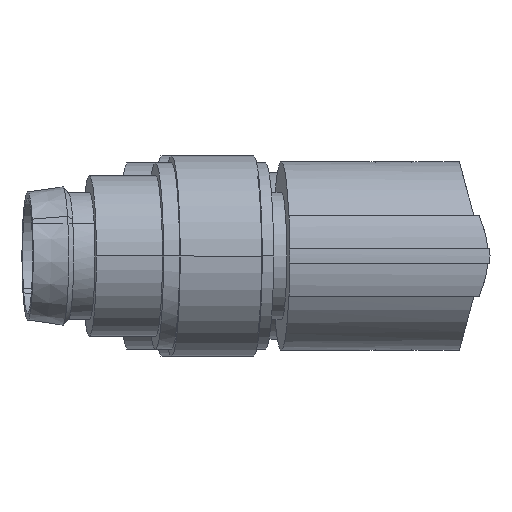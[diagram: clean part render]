
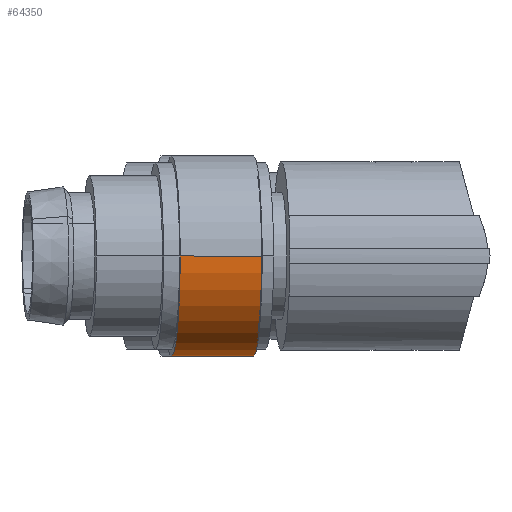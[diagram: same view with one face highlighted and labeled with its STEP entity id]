
A CAD part, left-side view. The second image highlights one B-rep face of the part: STEP entity #64350.
In plain terms, the highlighted cylindrical face has radius 5 mm (diameter 10 mm), a partial arc.
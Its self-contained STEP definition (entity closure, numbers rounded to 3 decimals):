
#63810=CARTESIAN_POINT('',(0.,6.983,
-23.28));
#63820=DIRECTION('',(0.,-0.996,
0.087));
#63830=DIRECTION('',(0.,0.087,
0.996));
#63840=AXIS2_PLACEMENT_3D('',#63810,#63820,#63830);
#63850=CIRCLE('',#63840,5.);
#63860=CARTESIAN_POINT('',(0.,7.419,
-18.299));
#63870=VERTEX_POINT('',#63860);
#63880=CARTESIAN_POINT('',(0.,6.548,
-28.261));
#63890=VERTEX_POINT('',#63880);
#63920=EDGE_CURVE('',#63890,#63870,#63850,.T.);
#64040=CARTESIAN_POINT('',(0.,6.983,
-23.28));
#64050=DIRECTION('',(0.,-0.996,
0.087));
#64060=DIRECTION('',(0.,0.087,
0.996));
#64070=AXIS2_PLACEMENT_3D('',#64040,#64050,#64060);
#64080=CYLINDRICAL_SURFACE('',#64070,5.);
#64090=CARTESIAN_POINT('',(0.,6.548,
-28.261));
#64100=DIRECTION('',(0.,-0.996,
0.087));
#64110=VECTOR('',#64100,1.);
#64120=LINE('',#64090,#64110);
#64130=CARTESIAN_POINT('',(0.,10.632,
-28.619));
#64140=VERTEX_POINT('',#64130);
#64150=EDGE_CURVE('',#64140,#63890,#64120,.T.);
#64160=ORIENTED_EDGE('',*,*,#64150,.F.);
#64170=ORIENTED_EDGE('',*,*,#63920,.F.);
#64180=CARTESIAN_POINT('',(0.,7.419,
-18.299));
#64190=DIRECTION('',(0.,-0.996,
0.087));
#64200=VECTOR('',#64190,1.);
#64210=LINE('',#64180,#64200);
#64220=CARTESIAN_POINT('',(0.,11.504,
-18.657));
#64230=VERTEX_POINT('',#64220);
#64240=EDGE_CURVE('',#64230,#63870,#64210,.T.);
#64250=ORIENTED_EDGE('',*,*,#64240,.T.);
#64260=CARTESIAN_POINT('',(0.,11.068,
-23.638));
#64270=DIRECTION('',(0.,-0.996,
0.087));
#64280=DIRECTION('',(0.,0.087,
0.996));
#64290=AXIS2_PLACEMENT_3D('',#64260,#64270,#64280);
#64300=CIRCLE('',#64290,5.);
#64310=EDGE_CURVE('',#64140,#64230,#64300,.T.);
#64320=ORIENTED_EDGE('',*,*,#64310,.T.);
#64330=EDGE_LOOP('',(#64320,#64250,#64170,#64160));
#64340=FACE_OUTER_BOUND('',#64330,.T.);
#64350=ADVANCED_FACE('',(#64340),#64080,.T.);
